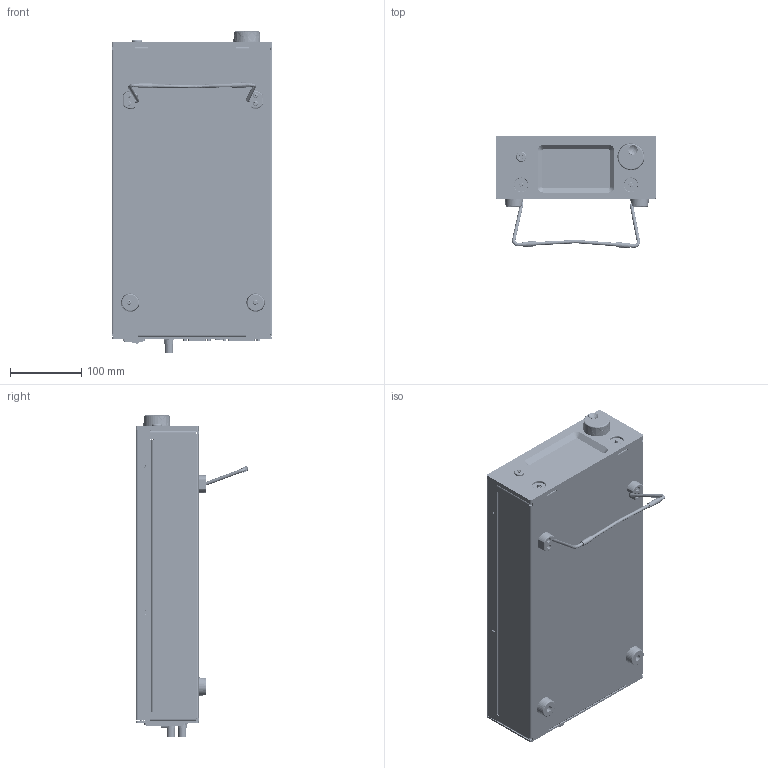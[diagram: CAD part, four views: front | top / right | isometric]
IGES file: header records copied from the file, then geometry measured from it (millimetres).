
Start section: SolidWorks IGES file using analytic representation for surfaces
Global section: file name: LD2TC5-LA000-A.IGS; native system: SolidWorks 2018; preprocessor: SolidWorks 2018; author: gniebel; date: 190813.114949; units: inch
Bounding box: 225.04 x 157.92 x 451.53 mm (x, y, z)
Surface area: 1371296.3 mm2 (no closed solid volume)
Topology: 0 solids, 0 shells, 17319 faces, 149311 edges, 149182 vertices
Faces by surface type: bspline 11721, revolution 5598
